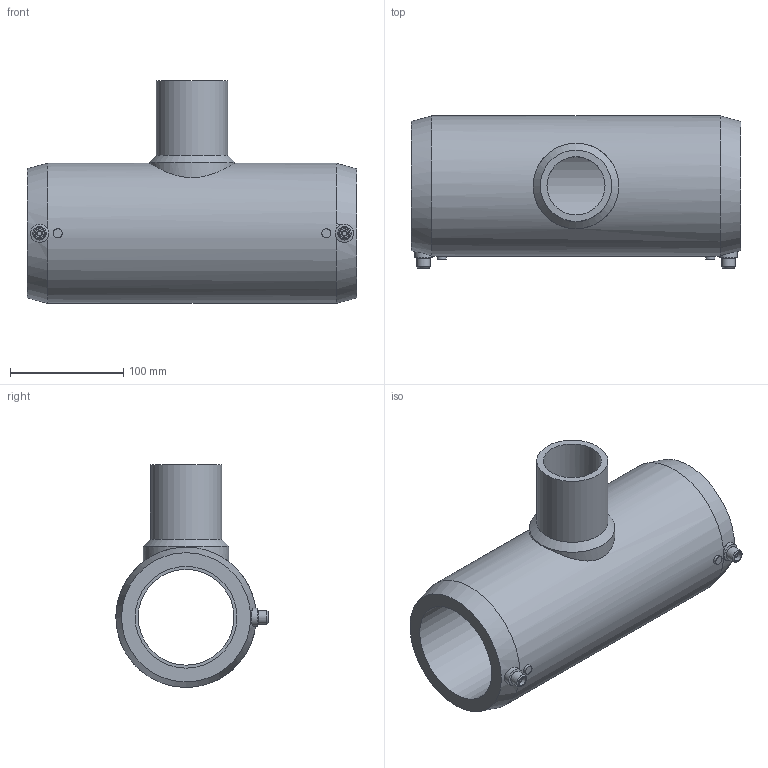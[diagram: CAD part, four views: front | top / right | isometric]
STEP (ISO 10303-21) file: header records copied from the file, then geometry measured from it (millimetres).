
FILE_DESCRIPTION( ( 'STEP AP214' ), '1' );
FILE_NAME( 'AGRU_70175906311_E-Tee reduced_MOP water 16bar_gas 10bar_PE 100-RC black_90_63 SDR 17-11 (architecture400).stp', '2022-01-19T07:44:03', ( 'License CC BY-ND 4.0' ), ( 'CADENAS' ), ' ', 'PARTsolutions', ' ' );
FILE_SCHEMA( ( 'AUTOMOTIVE_DESIGN { 1 0 10303 214 1 1 1 1 }' ) );
Length unit declared in the file: millimetre
Products named in the file (1): _AGRU_70175906311_E-Tee reduced_MOP water 16bar/gas 10bar_PE 100-RC black_90/63 SDR 17-11 (architecture400)
Bounding box: 291.5 x 134.49 x 197 mm (x, y, z)
Volume: 1787665 mm3; surface area: 230928.4 mm2
Topology: 1 solids, 1 shells, 40 faces, 83 edges, 52 vertices
Faces by surface type: cylinder 17, plane 13, cone 10
Full cylindrical faces by diameter (mm): 5 x2, 8 x4, 12 x2, 16 x2, 51.4 x1, 63 x1, 75.6 x1, 84.6 x1, 90 x2, 124 x1
Entity records: 1680 total; most frequent: CARTESIAN_POINT 684, DIRECTION 148, ORIENTED_EDGE 84, EDGE_LOOP 78, AXIS2_PLACEMENT_3D 74, FACE_OUTER_BOUND 56, EDGE_CURVE 42, VERTEX_POINT 40
